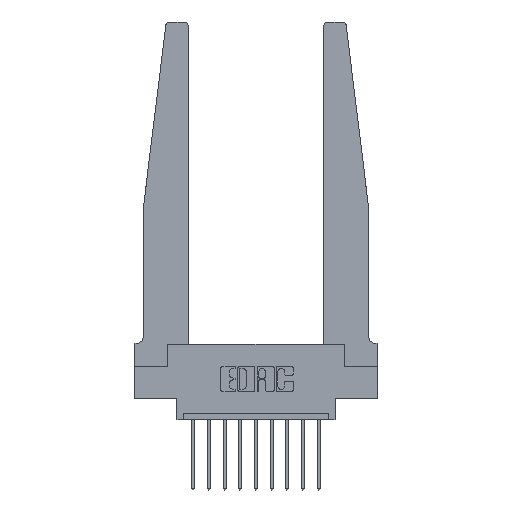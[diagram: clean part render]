
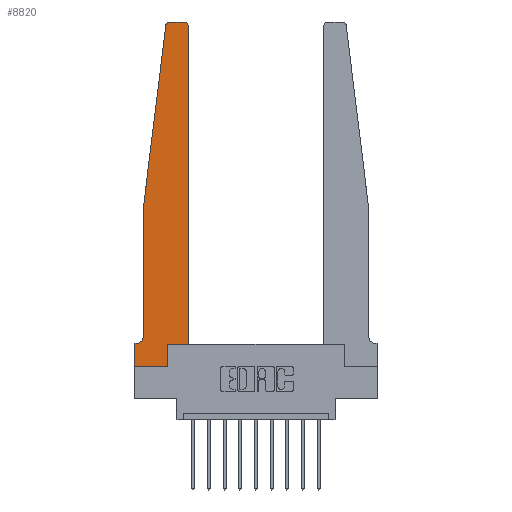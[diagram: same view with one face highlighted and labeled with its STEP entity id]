
A CAD part, top view. The second image highlights one B-rep face of the part: STEP entity #8820.
In plain terms, the highlighted planar face has unit normal (0, 0, 1).
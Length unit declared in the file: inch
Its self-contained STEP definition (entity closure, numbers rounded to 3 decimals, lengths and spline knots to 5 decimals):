
#8 = DIRECTION ( 'NONE',  ( -1., 0., 0. ) ) ;
#13 = VERTEX_POINT ( 'NONE', #832 ) ;
#43 = DIRECTION ( 'NONE',  ( -0.122, -0.992, 0. ) ) ;
#139 = CARTESIAN_POINT ( 'NONE',  ( 0.27653, 2.75, 0.37 ) ) ;
#152 = CARTESIAN_POINT ( 'NONE',  ( 0.2605, 0.18, 0.37 ) ) ;
#240 = CARTESIAN_POINT ( 'NONE',  ( 0.425, 0.18, 0.37 ) ) ;
#536 = CARTESIAN_POINT ( 'NONE',  ( 0.425, 0.18, 0.37 ) ) ;
#684 = EDGE_CURVE ( 'NONE', #3311, #6605, #1429, .T. ) ;
#824 = CARTESIAN_POINT ( 'NONE',  ( 0.015, 0.1875, 0.37 ) ) ;
#832 = CARTESIAN_POINT ( 'NONE',  ( 0.065, 1.25, 0.37 ) ) ;
#994 = EDGE_CURVE ( 'NONE', #9767, #6027, #14699, .T. ) ;
#1130 = VERTEX_POINT ( 'NONE', #2160 ) ;
#1429 = LINE ( 'NONE', #13261, #15103 ) ;
#1442 = VECTOR ( 'NONE', #43, 39.37008 ) ;
#2031 = CARTESIAN_POINT ( 'NONE',  ( 0.395, 2.72, 0.37 ) ) ;
#2146 = CARTESIAN_POINT ( 'NONE',  ( 0.065, 1.25, 0.37 ) ) ;
#2160 = CARTESIAN_POINT ( 'NONE',  ( 0.395, 2.75, 0.37 ) ) ;
#2178 = AXIS2_PLACEMENT_3D ( 'NONE', #11653, #12978, #15232 ) ;
#2400 = FACE_OUTER_BOUND ( 'NONE', #7697, .T. ) ;
#2443 = ORIENTED_EDGE ( 'NONE', *, *, #684, .T. ) ;
#2479 = VERTEX_POINT ( 'NONE', #139 ) ;
#2595 = VECTOR ( 'NONE', #5517, 39.37008 ) ;
#2721 = DIRECTION ( 'NONE',  ( -1., 0., 0. ) ) ;
#2821 = EDGE_CURVE ( 'NONE', #8159, #11025, #12696, .T. ) ;
#2995 = CARTESIAN_POINT ( 'NONE',  ( 0., 0., 0.37 ) ) ;
#3155 = ORIENTED_EDGE ( 'NONE', *, *, #2821, .T. ) ;
#3236 = DIRECTION ( 'NONE',  ( 0., 0., -1. ) ) ;
#3243 = AXIS2_PLACEMENT_3D ( 'NONE', #10314, #3236, #7995 ) ;
#3260 = EDGE_CURVE ( 'NONE', #6027, #8544, #7081, .T. ) ;
#3311 = VERTEX_POINT ( 'NONE', #240 ) ;
#3389 = VECTOR ( 'NONE', #14989, 39.37008 ) ;
#3690 = LINE ( 'NONE', #10788, #7151 ) ;
#3919 = DIRECTION ( 'NONE',  ( 0., -1., 0. ) ) ;
#4012 = ORIENTED_EDGE ( 'NONE', *, *, #994, .T. ) ;
#4031 = DIRECTION ( 'NONE',  ( 1., 0., 0. ) ) ;
#4082 = CARTESIAN_POINT ( 'NONE',  ( 0.24675, 2.72367, 0.37 ) ) ;
#4089 = CARTESIAN_POINT ( 'NONE',  ( 0.25, 2.75, 0.37 ) ) ;
#4489 = AXIS2_PLACEMENT_3D ( 'NONE', #12610, #6368, #4031 ) ;
#4908 = EDGE_CURVE ( 'NONE', #13, #8159, #8888, .T. ) ;
#4963 = ORIENTED_EDGE ( 'NONE', *, *, #4908, .T. ) ;
#5121 = ORIENTED_EDGE ( 'NONE', *, *, #7016, .T. ) ;
#5429 = DIRECTION ( 'NONE',  ( 1., 0., 0. ) ) ;
#5517 = DIRECTION ( 'NONE',  ( 0., -1., 0. ) ) ;
#5777 = LINE ( 'NONE', #2146, #1442 ) ;
#6027 = VERTEX_POINT ( 'NONE', #10403 ) ;
#6335 = ORIENTED_EDGE ( 'NONE', *, *, #3260, .T. ) ;
#6337 = AXIS2_PLACEMENT_3D ( 'NONE', #2031, #8018, #5429 ) ;
#6368 = DIRECTION ( 'NONE',  ( 0., 0., 1. ) ) ;
#6414 = ORIENTED_EDGE ( 'NONE', *, *, #12113, .T. ) ;
#6587 = CIRCLE ( 'NONE', #6337, 0.03 ) ;
#6605 = VERTEX_POINT ( 'NONE', #7501 ) ;
#7016 = EDGE_CURVE ( 'NONE', #6605, #1130, #6587, .T. ) ;
#7081 = LINE ( 'NONE', #11834, #14885 ) ;
#7131 = PLANE ( 'NONE',  #2178 ) ;
#7151 = VECTOR ( 'NONE', #3919, 39.37008 ) ;
#7334 = ORIENTED_EDGE ( 'NONE', *, *, #10849, .T. ) ;
#7501 = CARTESIAN_POINT ( 'NONE',  ( 0.425, 2.72, 0.37 ) ) ;
#7697 = EDGE_LOOP ( 'NONE', ( #6414, #14421, #9348, #4963, #3155, #11177, #7334, #4012, #6335, #11771, #2443, #5121 ) ) ;
#7995 = DIRECTION ( 'NONE',  ( -1., 0., 0. ) ) ;
#8018 = DIRECTION ( 'NONE',  ( 0., 0., 1. ) ) ;
#8159 = VERTEX_POINT ( 'NONE', #12308 ) ;
#8453 = EDGE_CURVE ( 'NONE', #11025, #14026, #10507, .T. ) ;
#8544 = VERTEX_POINT ( 'NONE', #152 ) ;
#8820 = ADVANCED_FACE ( 'NONE', ( #2400 ), #7131, .T. ) ;
#8888 = LINE ( 'NONE', #13783, #2595 ) ;
#8925 = DIRECTION ( 'NONE',  ( 1., 0., 0. ) ) ;
#9291 = VERTEX_POINT ( 'NONE', #4082 ) ;
#9348 = ORIENTED_EDGE ( 'NONE', *, *, #11073, .T. ) ;
#9511 = CARTESIAN_POINT ( 'NONE',  ( 0., 0.1875, 0.37 ) ) ;
#9767 = VERTEX_POINT ( 'NONE', #2995 ) ;
#10094 = LINE ( 'NONE', #4089, #12890 ) ;
#10314 = CARTESIAN_POINT ( 'NONE',  ( 0.015, 0.2375, 0.37 ) ) ;
#10403 = CARTESIAN_POINT ( 'NONE',  ( 0.2605, 0., 0.37 ) ) ;
#10507 = LINE ( 'NONE', #11825, #12844 ) ;
#10687 = DIRECTION ( 'NONE',  ( 0., 1., 0. ) ) ;
#10788 = CARTESIAN_POINT ( 'NONE',  ( 0., 0., 0.37 ) ) ;
#10849 = EDGE_CURVE ( 'NONE', #14026, #9767, #3690, .T. ) ;
#11025 = VERTEX_POINT ( 'NONE', #824 ) ;
#11073 = EDGE_CURVE ( 'NONE', #9291, #13, #5777, .T. ) ;
#11177 = ORIENTED_EDGE ( 'NONE', *, *, #8453, .T. ) ;
#11208 = CIRCLE ( 'NONE', #4489, 0.03 ) ;
#11653 = CARTESIAN_POINT ( 'NONE',  ( 0., 0.1875, 0.37 ) ) ;
#11771 = ORIENTED_EDGE ( 'NONE', *, *, #15078, .T. ) ;
#11825 = CARTESIAN_POINT ( 'NONE',  ( 0.065, 0.1875, 0.37 ) ) ;
#11834 = CARTESIAN_POINT ( 'NONE',  ( 0.2605, 0.18, 0.37 ) ) ;
#11960 = VECTOR ( 'NONE', #8925, 39.37008 ) ;
#12113 = EDGE_CURVE ( 'NONE', #1130, #2479, #10094, .T. ) ;
#12308 = CARTESIAN_POINT ( 'NONE',  ( 0.065, 0.2375, 0.37 ) ) ;
#12610 = CARTESIAN_POINT ( 'NONE',  ( 0.27653, 2.72, 0.37 ) ) ;
#12696 = CIRCLE ( 'NONE', #3243, 0.05 ) ;
#12844 = VECTOR ( 'NONE', #8, 39.37008 ) ;
#12890 = VECTOR ( 'NONE', #2721, 39.37008 ) ;
#12978 = DIRECTION ( 'NONE',  ( 0., 0., 1. ) ) ;
#13261 = CARTESIAN_POINT ( 'NONE',  ( 0.425, 0.18, 0.37 ) ) ;
#13374 = LINE ( 'NONE', #536, #11960 ) ;
#13783 = CARTESIAN_POINT ( 'NONE',  ( 0.065, 1.25, 0.37 ) ) ;
#14026 = VERTEX_POINT ( 'NONE', #9511 ) ;
#14421 = ORIENTED_EDGE ( 'NONE', *, *, #14667, .T. ) ;
#14667 = EDGE_CURVE ( 'NONE', #2479, #9291, #11208, .T. ) ;
#14699 = LINE ( 'NONE', #15069, #3389 ) ;
#14885 = VECTOR ( 'NONE', #15021, 39.37008 ) ;
#14989 = DIRECTION ( 'NONE',  ( 1., 0., 0. ) ) ;
#15021 = DIRECTION ( 'NONE',  ( 0., 1., 0. ) ) ;
#15069 = CARTESIAN_POINT ( 'NONE',  ( 0., 0., 0.37 ) ) ;
#15078 = EDGE_CURVE ( 'NONE', #8544, #3311, #13374, .T. ) ;
#15103 = VECTOR ( 'NONE', #10687, 39.37008 ) ;
#15232 = DIRECTION ( 'NONE',  ( 1., 0., 0. ) ) ;
